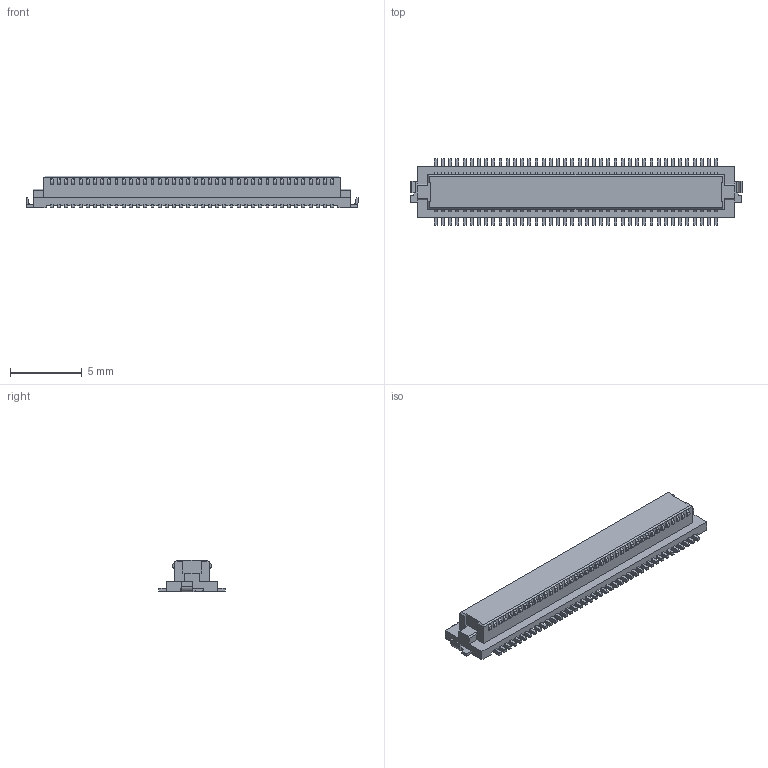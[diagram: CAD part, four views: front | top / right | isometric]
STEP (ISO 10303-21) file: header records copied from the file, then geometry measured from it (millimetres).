
FILE_DESCRIPTION(('Creo Elements/Direct Modeling STEP Export'),'2;1');
FILE_NAME('DF12NB(3.0)-80DS.stp','2020-09-24T18:41:24',(''),(''),'Creo Elements/Direct Modeling STEP processor for AP214 (Solid Model)','Creo Elements/Direct Modeling 19.0F 14-Feb-2017 (C) Parametric Technology GmbH','');
FILE_SCHEMA(('AUTOMOTIVE_DESIGN { 1 0 10303 214 1 1 1 1 }'));
Products named in the file (3): DF12NB_3_0_-80DS-0_5V-678660.PRT; DF12NB_3_0_-80DS-0_5V-678990.ASM; DF12NB_3_0_-80DS.stp
Assembly tree (2 placements, depth 3):
  DF12NB_3_0_-80DS.stp
    DF12NB_3_0_-80DS-0_5V-678990.ASM
      DF12NB_3_0_-80DS-0_5V-678660.PRT
Bounding box: 23.1 x 4.6 x 2.2 mm (x, y, z)
Volume: 123.3 mm3; surface area: 350.7 mm2
Topology: 1 solids, 1 shells, 2100 faces, 6028 edges, 4012 vertices
Faces by surface type: plane 1772, cylinder 328
Entity records: 67918 total; most frequent: CARTESIAN_POINT 12143, ORIENTED_EDGE 12056, DIRECTION 10892, EDGE_CURVE 6028, VECTOR 5370, LINE 5370, VERTEX_POINT 4012, AXIS2_PLACEMENT_3D 2761
